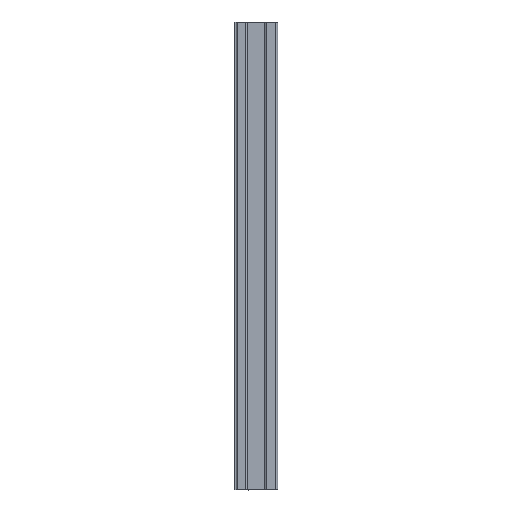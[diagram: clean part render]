
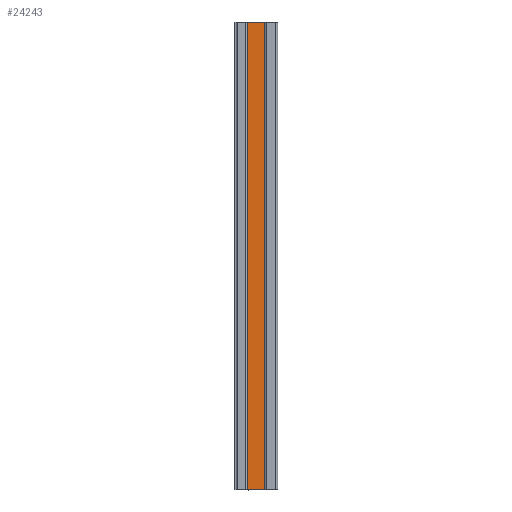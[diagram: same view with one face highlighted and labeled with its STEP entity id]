
A CAD part, left-side view. The second image highlights one B-rep face of the part: STEP entity #24243.
In plain terms, the highlighted planar face has unit normal (-1, 0, 0).
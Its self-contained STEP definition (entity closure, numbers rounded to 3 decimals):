
#4121 = VERTEX_POINT ( 'NONE', #23106 ) ;
#4122 = VERTEX_POINT ( 'NONE', #23107 ) ;
#4143 = VERTEX_POINT ( 'NONE', #23128 ) ;
#4350 = LINE ( 'NONE', #9729, #4351 ) ;
#4351 = VECTOR ( 'NONE', #9730, 1000. ) ;
#4400 = LINE ( 'NONE', #9891, #4401 ) ;
#4401 = VECTOR ( 'NONE', #9892, 1000. ) ;
#4791 = EDGE_LOOP ( 'NONE', ( #16571, #16572, #16573, #16574 ) ) ;
#6345 = CARTESIAN_POINT ( 'NONE',  ( -28.5, 5.45, 287. ) ) ;
#6346 = DIRECTION ( 'NONE',  ( 0., 0., -1. ) ) ;
#6347 = CARTESIAN_POINT ( 'NONE',  ( -28.5, -5.55, 287. ) ) ;
#6348 = DIRECTION ( 'NONE',  ( 0., 0., -1. ) ) ;
#7869 = CARTESIAN_POINT ( 'NONE',  ( -28.5, -5.55, 287. ) ) ;
#8774 = EDGE_CURVE ( 'NONE', #4122, #4121, #4350, .T. ) ;
#8809 = EDGE_CURVE ( 'NONE', #4143, #11479, #4400, .T. ) ;
#8942 = EDGE_CURVE ( 'NONE', #4143, #4122, #20604, .T. ) ;
#8943 = EDGE_CURVE ( 'NONE', #11479, #4121, #20606, .T. ) ;
#9729 = CARTESIAN_POINT ( 'NONE',  ( -28.5, 5.45, 0. ) ) ;
#9730 = DIRECTION ( 'NONE',  ( 0., -1., 0. ) ) ;
#9891 = CARTESIAN_POINT ( 'NONE',  ( -28.5, 5.45, 287. ) ) ;
#9892 = DIRECTION ( 'NONE',  ( 0., -1., 0. ) ) ;
#10353 = AXIS2_PLACEMENT_3D ( 'NONE', #16268, #16269, #16270 ) ;
#11479 = VERTEX_POINT ( 'NONE', #7869 ) ;
#16267 = PLANE ( 'NONE',  #10353 ) ;
#16268 = CARTESIAN_POINT ( 'NONE',  ( -28.5, 5.45, 287. ) ) ;
#16269 = DIRECTION ( 'NONE',  ( 1., 0., 0. ) ) ;
#16270 = DIRECTION ( 'NONE',  ( 0., 0., -1. ) ) ;
#16571 = ORIENTED_EDGE ( 'NONE', *, *, #8774, .T. ) ;
#16572 = ORIENTED_EDGE ( 'NONE', *, *, #8943, .F. ) ;
#16573 = ORIENTED_EDGE ( 'NONE', *, *, #8809, .F. ) ;
#16574 = ORIENTED_EDGE ( 'NONE', *, *, #8942, .T. ) ;
#17110 = FACE_OUTER_BOUND ( 'NONE', #4791, .T. ) ;
#20604 = LINE ( 'NONE', #6345, #20605 ) ;
#20605 = VECTOR ( 'NONE', #6346, 1000. ) ;
#20606 = LINE ( 'NONE', #6347, #20607 ) ;
#20607 = VECTOR ( 'NONE', #6348, 1000. ) ;
#23106 = CARTESIAN_POINT ( 'NONE',  ( -28.5, -5.55, 0. ) ) ;
#23107 = CARTESIAN_POINT ( 'NONE',  ( -28.5, 5.45, 0. ) ) ;
#23128 = CARTESIAN_POINT ( 'NONE',  ( -28.5, 5.45, 287. ) ) ;
#24243 = ADVANCED_FACE ( 'NONE', ( #17110 ), #16267, .F. ) ;
